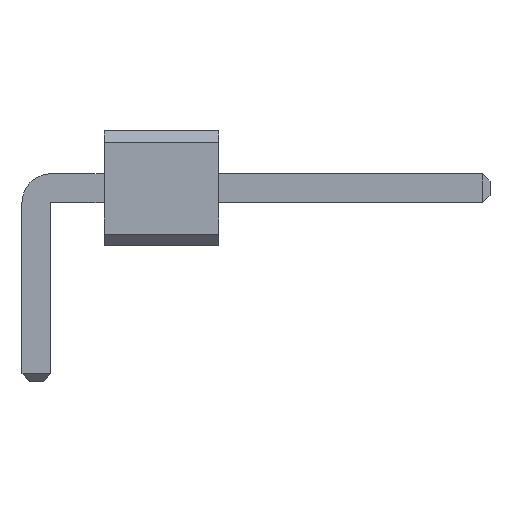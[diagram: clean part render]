
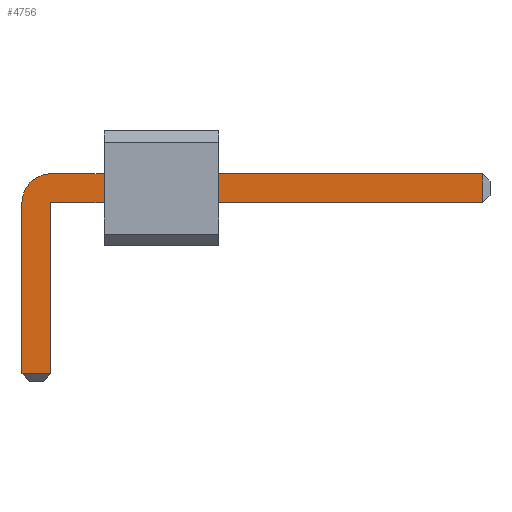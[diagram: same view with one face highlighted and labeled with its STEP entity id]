
A CAD part, front view. The second image highlights one B-rep face of the part: STEP entity #4756.
In plain terms, the highlighted planar face has unit normal (0, -1, 0).
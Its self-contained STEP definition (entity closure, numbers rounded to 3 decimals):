
#13=DIRECTION('',(0.,0.,1.));
#2152=VECTOR('',#13,1.);
#4556=VECTOR('',#4557,1.);
#4557=DIRECTION('',(1.,0.,0.));
#4563=VECTOR('',#4564,1.);
#4564=DIRECTION('',(0.,0.,-1.));
#4571=VECTOR('',#4572,1.);
#4572=DIRECTION('',(-1.,0.,0.));
#4593=DIRECTION('',(-0.,1.,0.));
#4597=DIRECTION('',(0.,1.,0.));
#4598=DIRECTION('',(1.,0.,0.));
#4605=VERTEX_POINT('',#4606);
#4606=CARTESIAN_POINT('',(0.32,-91.76,1.59));
#4608=ORIENTED_EDGE('',*,*,#4609,.T.);
#4609=EDGE_CURVE('',#4605,#4610,#4612,.T.);
#4610=VERTEX_POINT('',#4611);
#4611=CARTESIAN_POINT('',(9.88,-91.76,1.59));
#4612=LINE('',#4613,#4556);
#4613=CARTESIAN_POINT('',(-0.32,-91.76,1.59));
#4651=EDGE_CURVE('',#4652,#4605,#4654,.T.);
#4652=VERTEX_POINT('',#4653);
#4653=CARTESIAN_POINT('',(-0.32,-91.76,0.95));
#4654=CIRCLE('',#4655,0.64);
#4655=AXIS2_PLACEMENT_3D('',#4656,#4593,#4564);
#4656=CARTESIAN_POINT('',(0.32,-91.76,0.95));
#4668=VERTEX_POINT('',#4669);
#4669=CARTESIAN_POINT('',(9.88,-91.76,0.95));
#4671=ORIENTED_EDGE('',*,*,#4672,.T.);
#4672=EDGE_CURVE('',#4668,#4673,#4674,.T.);
#4673=VERTEX_POINT('',#4656);
#4674=LINE('',#4675,#4571);
#4675=CARTESIAN_POINT('',(10.04,-91.76,0.95));
#4687=VERTEX_POINT('',#4688);
#4688=CARTESIAN_POINT('',(-0.32,-91.76,-2.84));
#4690=ORIENTED_EDGE('',*,*,#4691,.T.);
#4691=EDGE_CURVE('',#4687,#4652,#4692,.T.);
#4692=LINE('',#4693,#2152);
#4693=CARTESIAN_POINT('',(-0.32,-91.76,-3.));
#4701=ORIENTED_EDGE('',*,*,#4702,.T.);
#4702=EDGE_CURVE('',#4673,#4703,#4705,.T.);
#4703=VERTEX_POINT('',#4704);
#4704=CARTESIAN_POINT('',(0.32,-91.76,-2.84));
#4705=LINE('',#4656,#4563);
#4756=ADVANCED_FACE('',(#4757),#4766,.F.);
#4757=FACE_BOUND('',#4758,.F.);
#4758=EDGE_LOOP('',(#4608,#4759,#4671,#4701,#4762,#4690,#4765));
#4759=ORIENTED_EDGE('',*,*,#4760,.T.);
#4760=EDGE_CURVE('',#4610,#4668,#4761,.T.);
#4761=LINE('',#4611,#4563);
#4762=ORIENTED_EDGE('',*,*,#4763,.T.);
#4763=EDGE_CURVE('',#4703,#4687,#4764,.T.);
#4764=LINE('',#4704,#4571);
#4765=ORIENTED_EDGE('',*,*,#4651,.T.);
#4766=PLANE('',#4767);
#4767=AXIS2_PLACEMENT_3D('',#4768,#4597,#4598);
#4768=CARTESIAN_POINT('',(3.576,-91.76,0.579));
